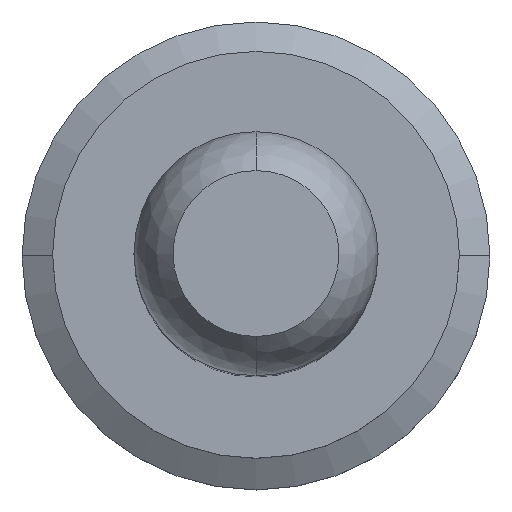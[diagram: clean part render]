
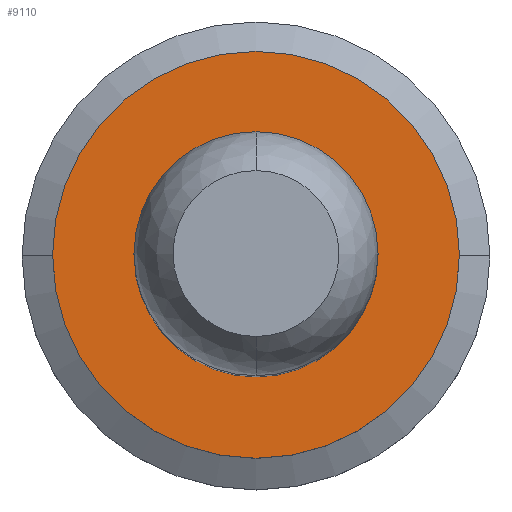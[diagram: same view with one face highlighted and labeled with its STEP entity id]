
A CAD part, top view. The second image highlights one B-rep face of the part: STEP entity #9110.
In plain terms, the highlighted planar face has unit normal (0, 0, 1).
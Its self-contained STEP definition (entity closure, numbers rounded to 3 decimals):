
#2870=CARTESIAN_POINT('',(4.968,19.234,16.7));
#2880=VERTEX_POINT('',#2870);
#2960=CARTESIAN_POINT('',(4.968,9.234,16.7));
#2970=VERTEX_POINT('',#2960);
#3000=CARTESIAN_POINT('',(4.968,14.234,16.7));
#3010=DIRECTION('',(0.,0.,1.));
#3020=DIRECTION('',(0.,1.,0.));
#3030=AXIS2_PLACEMENT_3D('',#3000,#3010,#3020);
#3040=CIRCLE('',#3030,5.);
#3050=EDGE_CURVE('',#2970,#2880,#3040,.T.);
#6420=CARTESIAN_POINT('',(4.968,11.234,16.7));
#6430=VERTEX_POINT('',#6420);
#6460=CARTESIAN_POINT('',(4.968,14.234,16.7));
#6470=DIRECTION('',(0.,0.,-1.));
#6480=DIRECTION('',(0.,-1.,0.));
#6490=AXIS2_PLACEMENT_3D('',#6460,#6470,#6480);
#6500=CIRCLE('',#6490,3.);
#6510=CARTESIAN_POINT('',(4.968,17.234,16.7));
#6520=VERTEX_POINT('',#6510);
#6530=EDGE_CURVE('',#6430,#6520,#6500,.T.);
#8960=CARTESIAN_POINT('',(4.968,9.075,16.7));
#8970=DIRECTION('',(0.,0.,-1.));
#8980=DIRECTION('',(0.,-1.,0.));
#8990=AXIS2_PLACEMENT_3D('',#8960,#8970,#8980);
#9000=PLANE('',#8990);
#9010=ORIENTED_EDGE('',*,*,#6530,.T.);
#9020=EDGE_CURVE('',#6520,#6430,#6500,.T.);
#9030=ORIENTED_EDGE('',*,*,#9020,.T.);
#9040=EDGE_LOOP('',(#9030,#9010));
#9050=FACE_BOUND('',#9040,.T.);
#9060=EDGE_CURVE('',#2880,#2970,#3040,.T.);
#9070=ORIENTED_EDGE('',*,*,#9060,.T.);
#9080=ORIENTED_EDGE('',*,*,#3050,.T.);
#9090=EDGE_LOOP('',(#9080,#9070));
#9100=FACE_OUTER_BOUND('',#9090,.T.);
#9110=ADVANCED_FACE('',(#9050,#9100),#9000,.F.);
